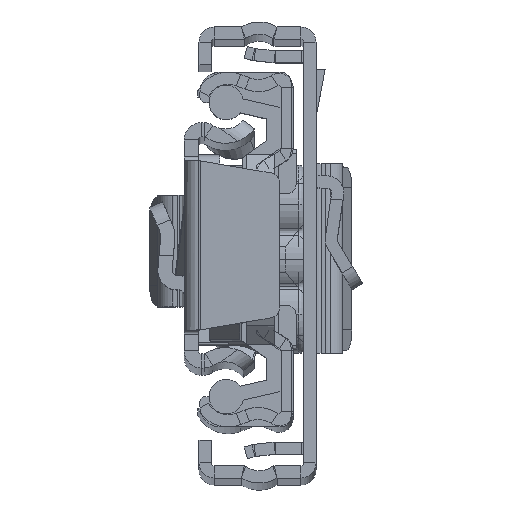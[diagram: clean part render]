
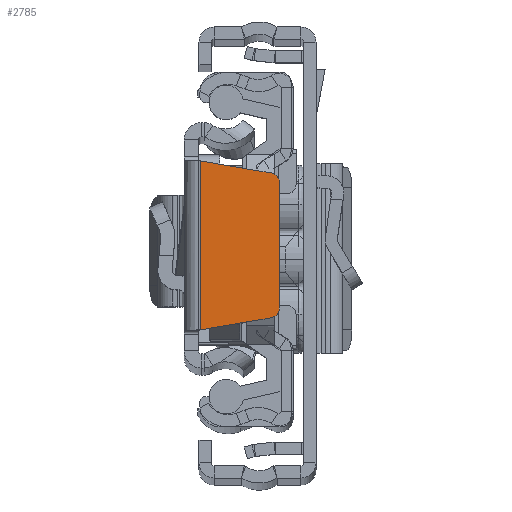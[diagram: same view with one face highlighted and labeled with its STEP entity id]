
A CAD part, top view. The second image highlights one B-rep face of the part: STEP entity #2785.
In plain terms, the highlighted planar face has unit normal (0, 0, 1).
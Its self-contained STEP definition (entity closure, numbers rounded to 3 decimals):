
#370 = LINE ( 'NONE', #18158, #14568 ) ;
#1123 = AXIS2_PLACEMENT_3D ( 'NONE', #5523, #8680, #1731 ) ;
#1218 = ORIENTED_EDGE ( 'NONE', *, *, #8738, .T. ) ;
#1731 = DIRECTION ( 'NONE',  ( 1., 0., 0. ) ) ;
#1867 = DIRECTION ( 'NONE',  ( 0., 1., 0. ) ) ;
#1900 = CIRCLE ( 'NONE', #6755, 1. ) ;
#2457 = DIRECTION ( 'NONE',  ( 1., 0., 0. ) ) ;
#2490 = ORIENTED_EDGE ( 'NONE', *, *, #13159, .T. ) ;
#2785 = ADVANCED_FACE ( 'NONE', ( #16907 ), #15387, .F. ) ;
#3115 = DIRECTION ( 'NONE',  ( 0., 0., 1. ) ) ;
#3325 = EDGE_LOOP ( 'NONE', ( #19755, #2490, #16113, #12942, #18305, #1218 ) ) ;
#4024 = DIRECTION ( 'NONE',  ( -0.986, 0.168, 0. ) ) ;
#4527 = CARTESIAN_POINT ( 'NONE',  ( 9.4, 6.156, 0. ) ) ;
#4971 = VERTEX_POINT ( 'NONE', #16850 ) ;
#5253 = EDGE_CURVE ( 'NONE', #13421, #11572, #13557, .T. ) ;
#5388 = LINE ( 'NONE', #15340, #8810 ) ;
#5523 = CARTESIAN_POINT ( 'NONE',  ( 8.4, 6.156, 0. ) ) ;
#6755 = AXIS2_PLACEMENT_3D ( 'NONE', #16116, #3115, #7897 ) ;
#7010 = CIRCLE ( 'NONE', #15309, 1. ) ;
#7527 = EDGE_CURVE ( 'NONE', #11572, #15416, #7010, .T. ) ;
#7855 = VECTOR ( 'NONE', #1867, 1000. ) ;
#7897 = DIRECTION ( 'NONE',  ( 1., 0., 0. ) ) ;
#8284 = CARTESIAN_POINT ( 'NONE',  ( 9.4, 6.156, 0. ) ) ;
#8680 = DIRECTION ( 'NONE',  ( 0., 0., -1. ) ) ;
#8738 = EDGE_CURVE ( 'NONE', #15416, #13928, #13757, .T. ) ;
#8810 = VECTOR ( 'NONE', #13488, 1000. ) ;
#9305 = CARTESIAN_POINT ( 'NONE',  ( 1.6, 8.333, 0. ) ) ;
#9700 = CARTESIAN_POINT ( 'NONE',  ( 9.4, -6.156, 0. ) ) ;
#11572 = VERTEX_POINT ( 'NONE', #4527 ) ;
#12942 = ORIENTED_EDGE ( 'NONE', *, *, #5253, .T. ) ;
#13159 = EDGE_CURVE ( 'NONE', #13715, #4971, #5388, .T. ) ;
#13421 = VERTEX_POINT ( 'NONE', #9700 ) ;
#13488 = DIRECTION ( 'NONE',  ( 0.986, 0.168, 0. ) ) ;
#13557 = LINE ( 'NONE', #8284, #7855 ) ;
#13715 = VERTEX_POINT ( 'NONE', #14742 ) ;
#13757 = LINE ( 'NONE', #20400, #19825 ) ;
#13928 = VERTEX_POINT ( 'NONE', #9305 ) ;
#14568 = VECTOR ( 'NONE', #20221, 1000. ) ;
#14742 = CARTESIAN_POINT ( 'NONE',  ( 1.6, -8.333, 0. ) ) ;
#15309 = AXIS2_PLACEMENT_3D ( 'NONE', #17295, #19140, #2457 ) ;
#15340 = CARTESIAN_POINT ( 'NONE',  ( 8.568, -7.142, 0. ) ) ;
#15387 = PLANE ( 'NONE',  #1123 ) ;
#15416 = VERTEX_POINT ( 'NONE', #19386 ) ;
#15529 = EDGE_CURVE ( 'NONE', #4971, #13421, #1900, .T. ) ;
#16113 = ORIENTED_EDGE ( 'NONE', *, *, #15529, .T. ) ;
#16116 = CARTESIAN_POINT ( 'NONE',  ( 8.4, -6.156, 0. ) ) ;
#16850 = CARTESIAN_POINT ( 'NONE',  ( 8.568, -7.142, 0. ) ) ;
#16907 = FACE_OUTER_BOUND ( 'NONE', #3325, .T. ) ;
#17295 = CARTESIAN_POINT ( 'NONE',  ( 8.4, 6.156, 0. ) ) ;
#18158 = CARTESIAN_POINT ( 'NONE',  ( 1.6, -8.333, 0. ) ) ;
#18305 = ORIENTED_EDGE ( 'NONE', *, *, #7527, .T. ) ;
#19140 = DIRECTION ( 'NONE',  ( 0., 0., 1. ) ) ;
#19386 = CARTESIAN_POINT ( 'NONE',  ( 8.568, 7.142, 0. ) ) ;
#19755 = ORIENTED_EDGE ( 'NONE', *, *, #20370, .T. ) ;
#19825 = VECTOR ( 'NONE', #4024, 1000. ) ;
#20221 = DIRECTION ( 'NONE',  ( 0., -1., 0. ) ) ;
#20370 = EDGE_CURVE ( 'NONE', #13928, #13715, #370, .T. ) ;
#20400 = CARTESIAN_POINT ( 'NONE',  ( 1.5, 8.35, 0. ) ) ;
